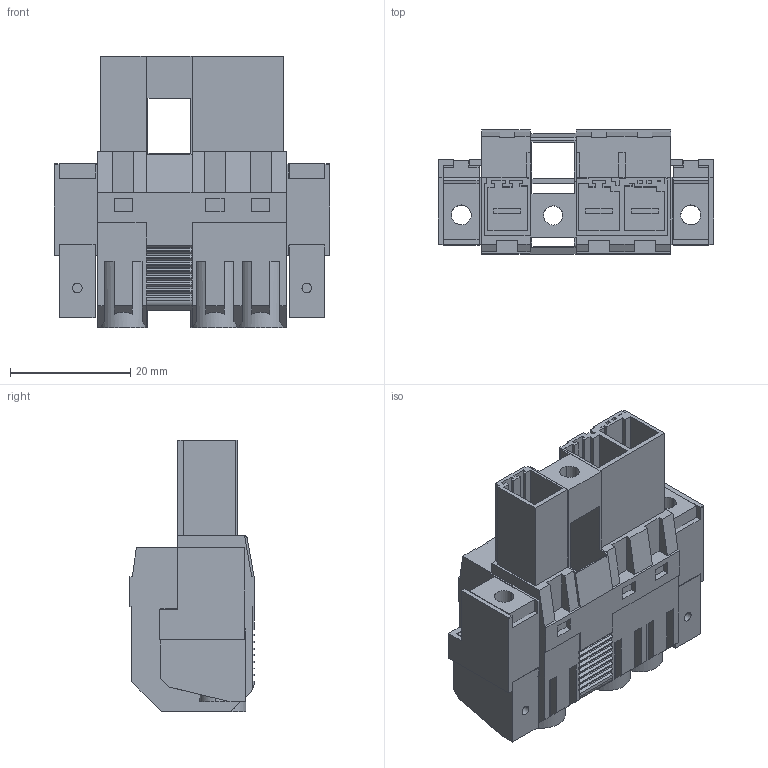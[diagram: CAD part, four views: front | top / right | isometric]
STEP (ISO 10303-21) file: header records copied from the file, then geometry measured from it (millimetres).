
FILE_DESCRIPTION(('CATIA V5 STEP Exchange','CAx-IF Rec.Pracs.--- Model Styling and Organization---1.4--- 2014-01-23'),'2;1');
FILE_NAME ('D1451970_1_1429930000_1429930000.stp','2022-11-10T09:48:00+00:00',('none'),('Weidmueller'),'CATIA Version 5-6 Release 2016 SP3 HF44','CATIA V5 STEP AP214','none');
FILE_SCHEMA(('AUTOMOTIVE_DESIGN { 1 0 10303 214 1 1 1 1 }'));
Length unit declared in the file: millimetre
Products named in the file (1): 1429930000
Bounding box: 45.72 x 20.6 x 45.01 mm (x, y, z)
Volume: 16288.9 mm3; surface area: 15162.2 mm2
Topology: 9 solids, 9 shells, 625 faces, 1727 edges, 1131 vertices
Faces by surface type: plane 550, cylinder 75
Entity records: 18673 total; most frequent: CARTESIAN_POINT 3527, ORIENTED_EDGE 3454, DIRECTION 2546, EDGE_CURVE 1727, VECTOR 1565, LINE 1565, VERTEX_POINT 1131, EDGE_LOOP 665
